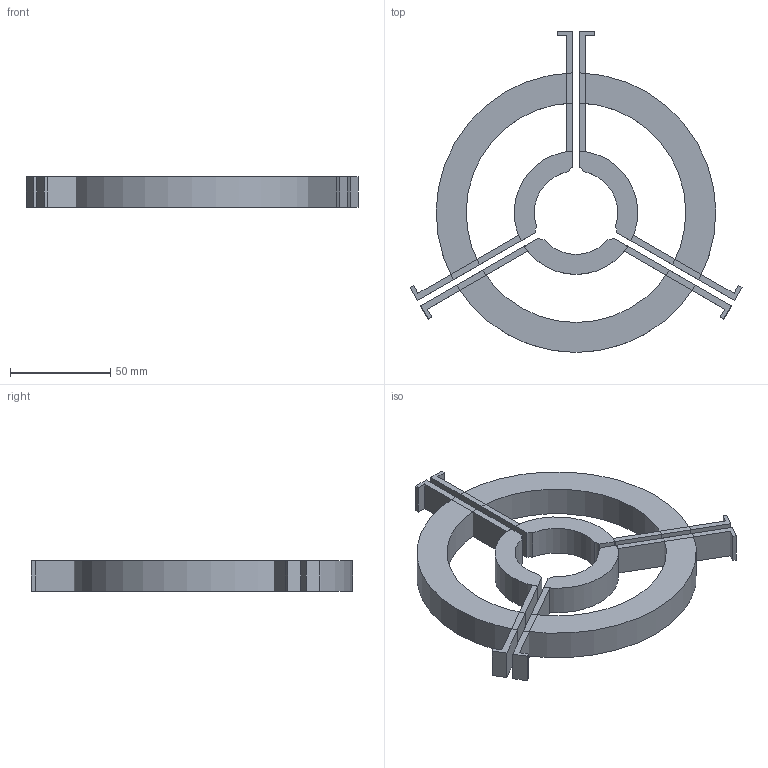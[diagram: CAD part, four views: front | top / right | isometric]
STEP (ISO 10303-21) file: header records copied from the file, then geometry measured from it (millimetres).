
FILE_DESCRIPTION(/* description */ ('STEP AP242','CAx-IF Rec.Pracs.---Representation and Presentation of Product Manufacturing Information (PMI)---4.0---2014-10-13','CAx-IF Rec.Pracs.---3D Tessellated Geometry---0.4---2014-09-14','2;1'),/* implementation_level */ '2;1');
FILE_NAME(/* name */ '6304048b74b78d3091d676c6',/* time_stamp */ '2022-08-22T22:34:51+00:00',/* author */ (''),/* organization */ (''),/* preprocessor_version */ 'ST-DEVELOPER v18.102',/* originating_system */ ' ',/* authorisation */ ' ');
FILE_SCHEMA (('AP242_MANAGED_MODEL_BASED_3D_ENGINEERING_MIM_LF { 1 0 10303 442 1 1 4 }'));
Length unit declared in the file: metre
Products named in the file (12): Part 9; Part 6; Part 10; Part 12; Part 4; Part 1; Part 2; Part 8; Part 7; Part 11; Part 5; Part 3
Bounding box: 165.85 x 160.36 x 15 mm (x, y, z)
Volume: 125726.2 mm3; surface area: 47137.9 mm2
Topology: 12 solids, 12 shells, 90 faces, 198 edges, 132 vertices
Faces by surface type: plane 72, cylinder 18
Entity records: 2757 total; most frequent: DIRECTION 438, CARTESIAN_POINT 432, ORIENTED_EDGE 396, EDGE_CURVE 198, LINE 162, VECTOR 162, AXIS2_PLACEMENT_3D 138, VERTEX_POINT 132
